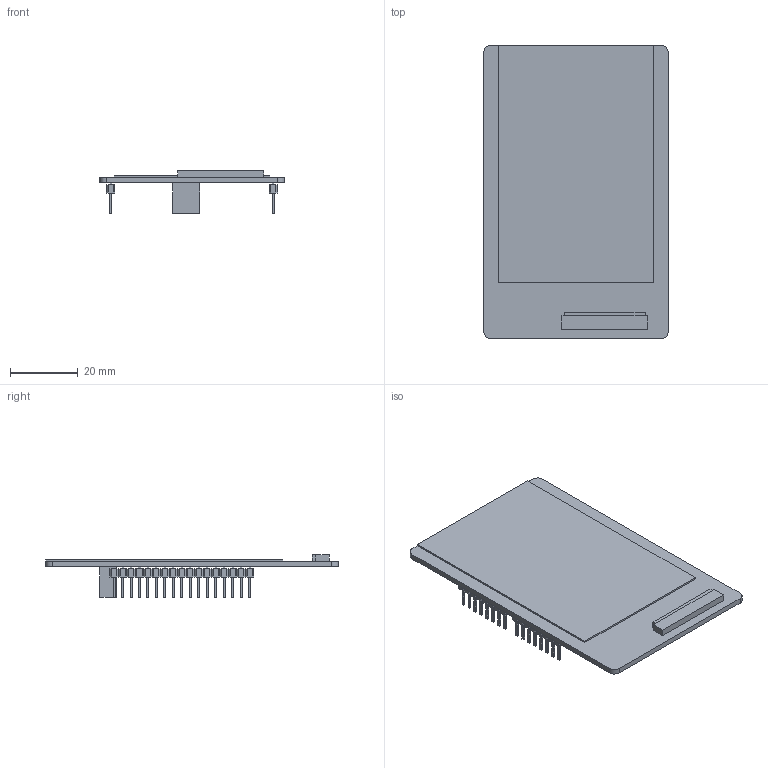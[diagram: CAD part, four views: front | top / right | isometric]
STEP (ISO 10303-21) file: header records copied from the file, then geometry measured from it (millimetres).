
FILE_DESCRIPTION(/* description */ (''),/* implementation_level */ '2;1');
FILE_NAME(/* name */ '150428_screen and board',/* time_stamp */ '2015-04-28T00:38:23+02:00',/* author */ (''),/* organization */ (''),/* preprocessor_version */ 'ST-DEVELOPER v15',/* originating_system */ '',/* authorisation */ '');
FILE_SCHEMA (('AUTOMOTIVE_DESIGN'));
Length unit declared in the file: millimetre
Products named in the file (1): Document
Bounding box: 54.5 x 86.5 x 12.6 mm (x, y, z)
Volume: 10226.9 mm3; surface area: 21479.7 mm2
Topology: 32 solids, 33 shells, 595 faces, 1422 edges, 948 vertices
Faces by surface type: plane 591, bspline 4
Entity records: 14651 total; most frequent: CARTESIAN_POINT 4305, ORIENTED_EDGE 2840, EDGE_CURVE 1422, B_SPLINE_CURVE_WITH_KNOTS 1414, VERTEX_POINT 948, EDGE_LOOP 651, ADVANCED_FACE 595, FACE_OUTER_BOUND 595
